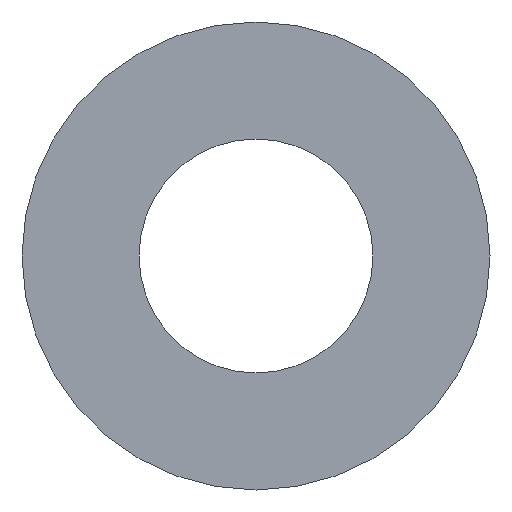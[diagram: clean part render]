
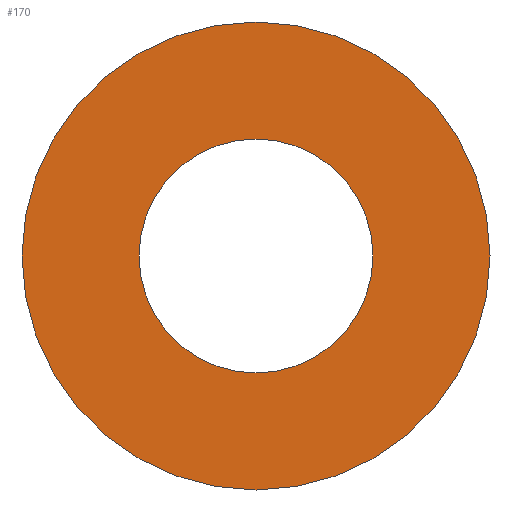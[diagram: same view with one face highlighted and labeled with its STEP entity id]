
A CAD part, front view. The second image highlights one B-rep face of the part: STEP entity #170.
In plain terms, the highlighted planar face has unit normal (0, -1, 0).
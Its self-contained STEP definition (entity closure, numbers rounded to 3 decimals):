
#1 = DIRECTION ( 'NONE',  ( 0., 0., 1. ) ) ;
#6 = EDGE_LOOP ( 'NONE', ( #64, #191 ) ) ;
#18 = FACE_BOUND ( 'NONE', #58, .T. ) ;
#31 = DIRECTION ( 'NONE',  ( 0., 0., 1. ) ) ;
#33 = CARTESIAN_POINT ( 'NONE',  ( 0., 0., 0. ) ) ;
#49 = CIRCLE ( 'NONE', #172, 2.5 ) ;
#54 = CIRCLE ( 'NONE', #173, 1.25 ) ;
#58 = EDGE_LOOP ( 'NONE', ( #93, #65 ) ) ;
#60 = AXIS2_PLACEMENT_3D ( 'NONE', #82, #94, #97 ) ;
#61 = VERTEX_POINT ( 'NONE', #178 ) ;
#64 = ORIENTED_EDGE ( 'NONE', *, *, #177, .F. ) ;
#65 = ORIENTED_EDGE ( 'NONE', *, *, #83, .T. ) ;
#70 = DIRECTION ( 'NONE',  ( 0., 1., 0. ) ) ;
#72 = CARTESIAN_POINT ( 'NONE',  ( 0., 0., 2.5 ) ) ;
#74 = VERTEX_POINT ( 'NONE', #161 ) ;
#82 = CARTESIAN_POINT ( 'NONE',  ( 0., 0., 0. ) ) ;
#83 = EDGE_CURVE ( 'NONE', #107, #74, #151, .T. ) ;
#85 = CARTESIAN_POINT ( 'NONE',  ( 0., 0., 0. ) ) ;
#89 = EDGE_CURVE ( 'NONE', #136, #61, #49, .T. ) ;
#93 = ORIENTED_EDGE ( 'NONE', *, *, #205, .T. ) ;
#94 = DIRECTION ( 'NONE',  ( 0., 1., 0. ) ) ;
#97 = DIRECTION ( 'NONE',  ( 0., 0., 1. ) ) ;
#98 = DIRECTION ( 'NONE',  ( 0., 1., 0. ) ) ;
#100 = AXIS2_PLACEMENT_3D ( 'NONE', #85, #149, #1 ) ;
#107 = VERTEX_POINT ( 'NONE', #198 ) ;
#117 = CIRCLE ( 'NONE', #210, 2.5 ) ;
#128 = DIRECTION ( 'NONE',  ( 0., 0., 1. ) ) ;
#130 = FACE_OUTER_BOUND ( 'NONE', #6, .T. ) ;
#131 = DIRECTION ( 'NONE',  ( 0., 1., 0. ) ) ;
#136 = VERTEX_POINT ( 'NONE', #72 ) ;
#149 = DIRECTION ( 'NONE',  ( 0., 1., 0. ) ) ;
#151 = CIRCLE ( 'NONE', #60, 1.25 ) ;
#161 = CARTESIAN_POINT ( 'NONE',  ( 0., 0., -1.25 ) ) ;
#166 = CARTESIAN_POINT ( 'NONE',  ( 0., 0., 0. ) ) ;
#170 = ADVANCED_FACE ( 'NONE', ( #130, #18 ), #182, .F. ) ;
#172 = AXIS2_PLACEMENT_3D ( 'NONE', #33, #131, #196 ) ;
#173 = AXIS2_PLACEMENT_3D ( 'NONE', #213, #98, #128 ) ;
#177 = EDGE_CURVE ( 'NONE', #61, #136, #117, .T. ) ;
#178 = CARTESIAN_POINT ( 'NONE',  ( 0., 0., -2.5 ) ) ;
#182 = PLANE ( 'NONE',  #100 ) ;
#191 = ORIENTED_EDGE ( 'NONE', *, *, #89, .F. ) ;
#196 = DIRECTION ( 'NONE',  ( 0., 0., 1. ) ) ;
#198 = CARTESIAN_POINT ( 'NONE',  ( 0., 0., 1.25 ) ) ;
#205 = EDGE_CURVE ( 'NONE', #74, #107, #54, .T. ) ;
#210 = AXIS2_PLACEMENT_3D ( 'NONE', #166, #70, #31 ) ;
#213 = CARTESIAN_POINT ( 'NONE',  ( 0., 0., 0. ) ) ;
